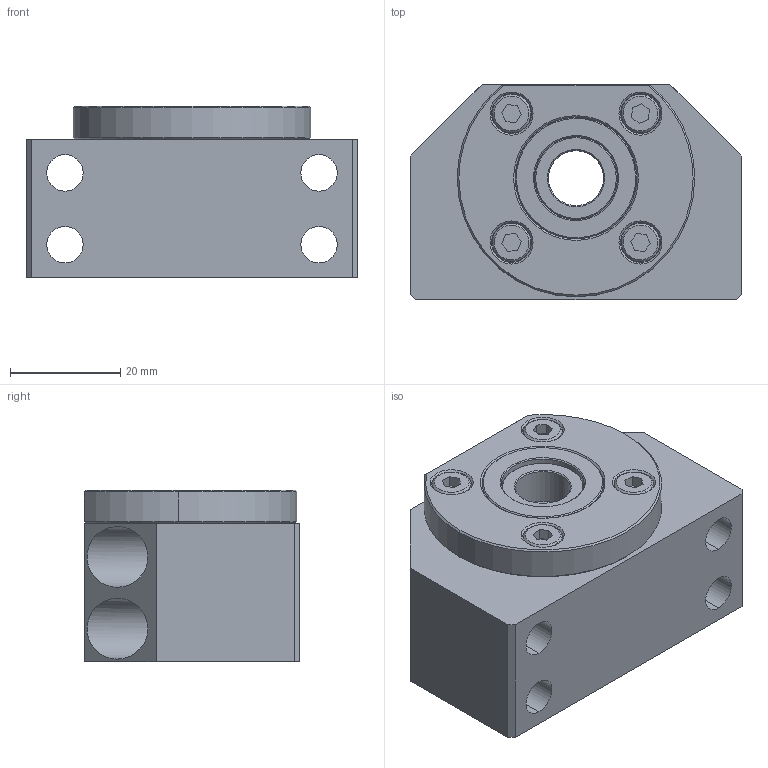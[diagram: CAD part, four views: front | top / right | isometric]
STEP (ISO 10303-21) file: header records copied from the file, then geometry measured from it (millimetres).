
FILE_DESCRIPTION (( 'STEP AP203' ), '1' );
FILE_NAME ('BK 10.STEP', '2014-10-24T06:38:07', ( 'star' ), ( '' ), 'SwSTEP 2.0', 'SolidWorks 2013', '' );
FILE_SCHEMA (( 'CONFIG_CONTROL_DESIGN' ));
Length unit declared in the file: millimetre
Products named in the file (7): BK 10 OILSEAL; BK 10 COLLAR; M4X6; BK 10 COVER; だお354; #7000A(10X26X8); BK 10
Assembly tree (12 placements, depth 2):
  BK 10
    だお354
    M4X6  x4
    BK 10 COVER
    #7000A(10X26X8)  x2
    BK 10 OILSEAL  x2
    BK 10 COLLAR  x2
Bounding box: 60 x 39 x 31.08 mm (x, y, z)
Volume: 48293.9 mm3; surface area: 27315.2 mm2
Topology: 12 solids, 12 shells, 320 faces, 898 edges, 580 vertices
Faces by surface type: cylinder 107, plane 81, cone 76, sphere 32, bspline 24
Entity records: 8146 total; most frequent: CARTESIAN_POINT 2497, DIRECTION 1058, ORIENTED_EDGE 954, EDGE_CURVE 477, AXIS2_PLACEMENT_3D 445, VERTEX_POINT 309, EDGE_LOOP 250, CIRCLE 248
